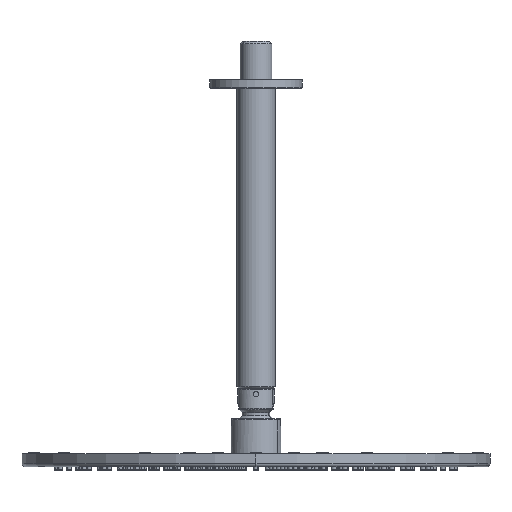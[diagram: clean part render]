
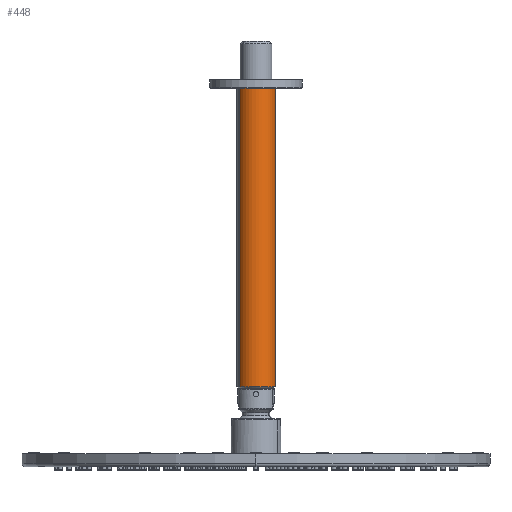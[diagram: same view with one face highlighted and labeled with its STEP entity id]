
A CAD part, left-side view. The second image highlights one B-rep face of the part: STEP entity #448.
In plain terms, the highlighted cylindrical face has radius 12.4 mm (diameter 24.8 mm), a partial arc.
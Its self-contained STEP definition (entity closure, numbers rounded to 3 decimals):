
#409=CARTESIAN_POINT('Axis2P3D Location',(0.,0.,-101.181)) ;
#414=CARTESIAN_POINT('Line Origine',(5.945,-10.882,-97.65)) ;
#418=CARTESIAN_POINT('Vertex',(5.945,-10.882,-194.3)) ;
#420=CARTESIAN_POINT('Vertex',(5.945,-10.882,0.)) ;
#423=CARTESIAN_POINT('Axis2P3D Location',(0.,0.,0.)) ;
#427=CARTESIAN_POINT('Vertex',(-5.945,10.882,0.)) ;
#430=CARTESIAN_POINT('Line Origine',(-5.945,10.882,-97.65)) ;
#434=CARTESIAN_POINT('Vertex',(-5.945,10.882,-194.3)) ;
#437=CARTESIAN_POINT('Axis2P3D Location',(0.,0.,-194.3)) ;
#410=DIRECTION('Axis2P3D Direction',(0.,0.,1.)) ;
#411=DIRECTION('Axis2P3D XDirection',(-0.479,0.878,0.)) ;
#415=DIRECTION('Vector Direction',(0.,0.,1.)) ;
#424=DIRECTION('Axis2P3D Direction',(0.,0.,1.)) ;
#431=DIRECTION('Vector Direction',(0.,0.,1.)) ;
#438=DIRECTION('Axis2P3D Direction',(0.,0.,1.)) ;
#412=AXIS2_PLACEMENT_3D('Cylinder Axis2P3D',#409,#410,#411) ;
#425=AXIS2_PLACEMENT_3D('Circle Axis2P3D',#423,#424,$) ;
#439=AXIS2_PLACEMENT_3D('Circle Axis2P3D',#437,#438,$) ;
#443=ORIENTED_EDGE('',*,*,#422,.T.) ;
#444=ORIENTED_EDGE('',*,*,#429,.F.) ;
#445=ORIENTED_EDGE('',*,*,#436,.F.) ;
#446=ORIENTED_EDGE('',*,*,#441,.T.) ;
#416=VECTOR('Line Direction',#415,1.) ;
#432=VECTOR('Line Direction',#431,1.) ;
#448=ADVANCED_FACE('PartBody',(#447),#413,.T.) ;
#426=CIRCLE('generated circle',#425,12.4) ;
#440=CIRCLE('generated circle',#439,12.4) ;
#413=CYLINDRICAL_SURFACE('generated cylinder',#412,12.4) ;
#422=EDGE_CURVE('',#419,#421,#417,.T.) ;
#429=EDGE_CURVE('',#428,#421,#426,.T.) ;
#436=EDGE_CURVE('',#435,#428,#433,.T.) ;
#441=EDGE_CURVE('',#435,#419,#440,.T.) ;
#442=EDGE_LOOP('',(#443,#444,#445,#446)) ;
#447=FACE_OUTER_BOUND('',#442,.T.) ;
#417=LINE('Line',#414,#416) ;
#433=LINE('Line',#430,#432) ;
#419=VERTEX_POINT('',#418) ;
#421=VERTEX_POINT('',#420) ;
#428=VERTEX_POINT('',#427) ;
#435=VERTEX_POINT('',#434) ;
